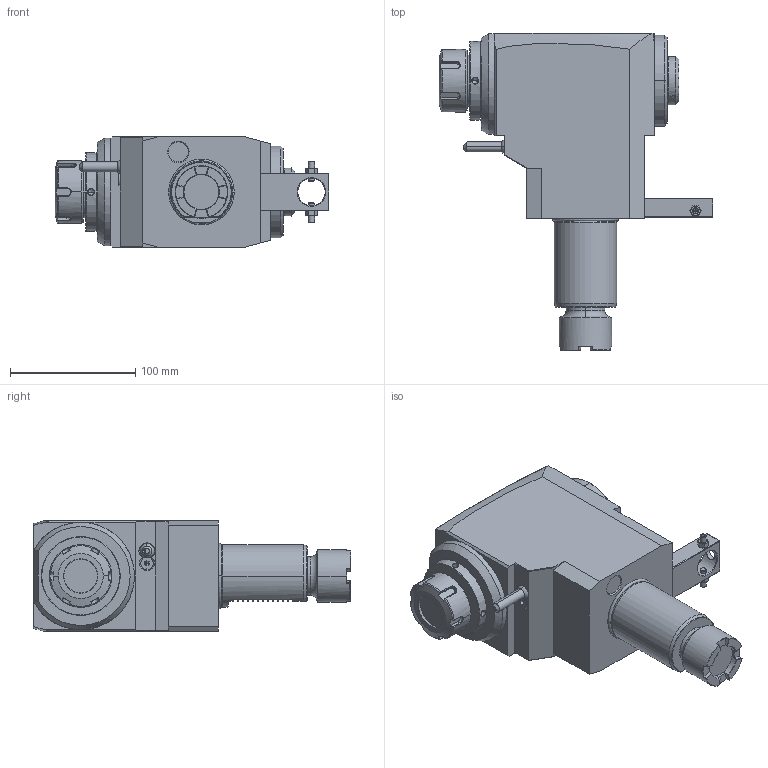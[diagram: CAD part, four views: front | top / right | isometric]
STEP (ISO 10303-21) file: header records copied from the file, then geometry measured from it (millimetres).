
FILE_DESCRIPTION((''),'2;1');
FILE_NAME('NGT1_50_251_32_3_2_110JA','2023-04-10T',('vali'),('NOVA GRUP'),'PRO/ENGINEER BY PARAMETRIC TECHNOLOGY CORPORATION, 2010280','PRO/ENGINEER BY PARAMETRIC TECHNOLOGY CORPORATION, 2010280','');
FILE_SCHEMA(('CONFIG_CONTROL_DESIGN'));
Length unit declared in the file: millimetre
Products named in the file (1): NGT1_50_251_32_3_2_110JA
Bounding box: 219.1 x 254 x 88 mm (x, y, z)
Volume: 1855179.7 mm3; surface area: 120709.8 mm2
Topology: 1 solids, 2 shells, 484 faces, 1226 edges, 748 vertices
Faces by surface type: plane 216, cylinder 102, cone 83, bspline 66, torus 13, extrusion 2, sphere 2
Entity records: 20491 total; most frequent: CARTESIAN_POINT 9797, ORIENTED_EDGE 2412, DIRECTION 1866, EDGE_CURVE 1206, VERTEX_POINT 748, AXIS2_PLACEMENT_3D 656, VECTOR 554, LINE 552
